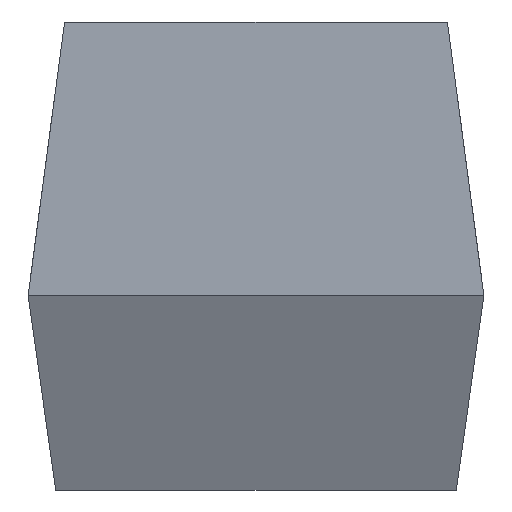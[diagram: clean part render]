
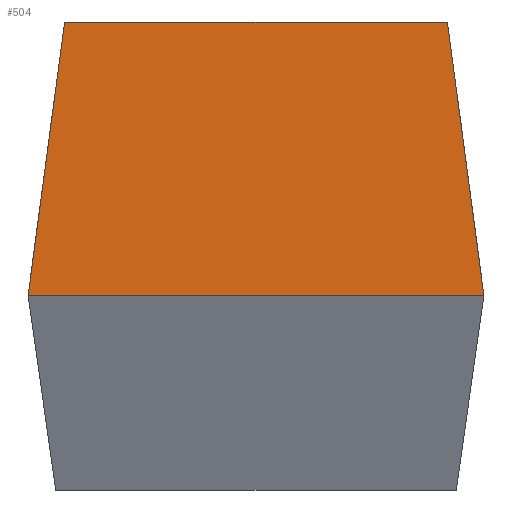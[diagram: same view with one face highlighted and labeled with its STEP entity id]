
A CAD part, front view. The second image highlights one B-rep face of the part: STEP entity #504.
In plain terms, the highlighted planar face has unit normal (0, -1, 0).
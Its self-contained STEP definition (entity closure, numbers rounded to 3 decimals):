
#320=CARTESIAN_POINT('Vertex',(-1250.772,-12000.,-3180.039)) ;
#344=CARTESIAN_POINT('Vertex',(1250.772,-12000.,-3180.039)) ;
#365=CARTESIAN_POINT('Control Point',(-1250.772,-12000.,-3180.039)) ;
#366=CARTESIAN_POINT('Control Point',(1250.772,-12000.,-3180.039)) ;
#431=CARTESIAN_POINT('Vertex',(1050.772,-12000.,-1681.039)) ;
#434=CARTESIAN_POINT('Line Origine',(1150.772,-12000.,-2430.539)) ;
#453=CARTESIAN_POINT('Line Origine',(-1150.772,-12000.,-2430.539)) ;
#457=CARTESIAN_POINT('Vertex',(-1050.772,-12000.,-1681.039)) ;
#488=CARTESIAN_POINT('Axis2P3D Location',(0.,-12000.,-2430.539)) ;
#493=CARTESIAN_POINT('Line Origine',(0.,-12000.,-1681.039)) ;
#435=DIRECTION('Vector Direction',(0.132,0.,-0.991)) ;
#454=DIRECTION('Vector Direction',(0.132,0.,0.991)) ;
#489=DIRECTION('Axis2P3D Direction',(0.,-1.,0.)) ;
#490=DIRECTION('Axis2P3D XDirection',(1.,0.,0.)) ;
#494=DIRECTION('Vector Direction',(-1.,0.,0.)) ;
#491=AXIS2_PLACEMENT_3D('Plane Axis2P3D',#488,#489,#490) ;
#499=ORIENTED_EDGE('',*,*,#438,.F.) ;
#500=ORIENTED_EDGE('',*,*,#497,.T.) ;
#501=ORIENTED_EDGE('',*,*,#459,.F.) ;
#502=ORIENTED_EDGE('',*,*,#367,.T.) ;
#436=VECTOR('Line Direction',#435,1.) ;
#455=VECTOR('Line Direction',#454,1.) ;
#495=VECTOR('Line Direction',#494,1.) ;
#504=ADVANCED_FACE('\X2\67095E8F51E04F5556FE5F6296C6\X0\.5',(#503),#492,.T.) ;
#364=B_SPLINE_CURVE_WITH_KNOTS('',1,(#365,#366),.UNSPECIFIED.,.F.,.U.,(2,2),(0.,2350.772),.UNSPECIFIED.) ;
#367=EDGE_CURVE('',#321,#345,#364,.T.) ;
#438=EDGE_CURVE('',#432,#345,#437,.T.) ;
#459=EDGE_CURVE('',#321,#458,#456,.T.) ;
#497=EDGE_CURVE('',#432,#458,#496,.T.) ;
#498=EDGE_LOOP('',(#499,#500,#501,#502)) ;
#503=FACE_OUTER_BOUND('',#498,.T.) ;
#437=LINE('Line',#434,#436) ;
#456=LINE('Line',#453,#455) ;
#496=LINE('Line',#493,#495) ;
#492=PLANE('',#491) ;
#321=VERTEX_POINT('',#320) ;
#345=VERTEX_POINT('',#344) ;
#432=VERTEX_POINT('',#431) ;
#458=VERTEX_POINT('',#457) ;
